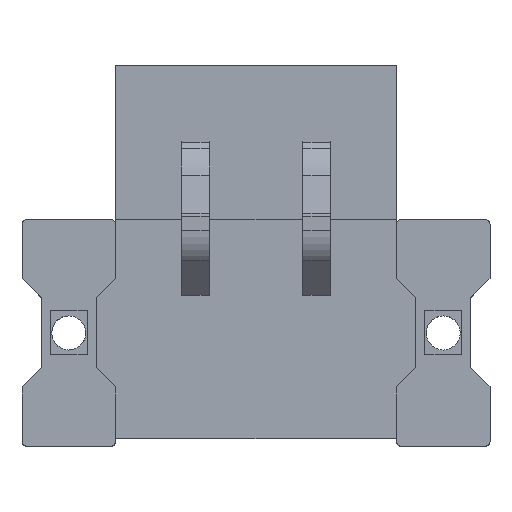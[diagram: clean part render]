
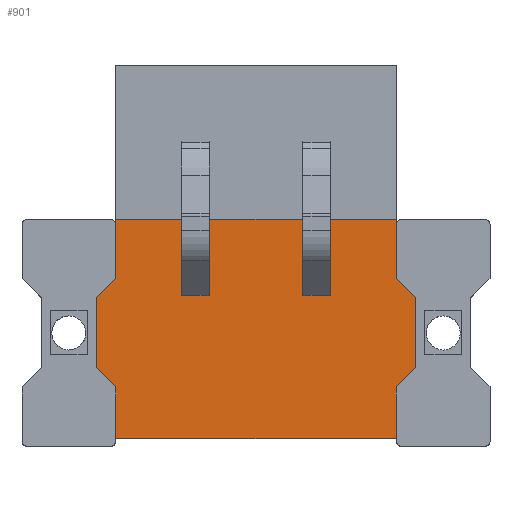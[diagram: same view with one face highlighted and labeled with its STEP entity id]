
A CAD part, top view. The second image highlights one B-rep face of the part: STEP entity #901.
In plain terms, the highlighted planar face has unit normal (0, 0, 1).
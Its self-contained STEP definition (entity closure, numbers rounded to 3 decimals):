
#733=AXIS2_PLACEMENT_3D('Plane Axis2P3D',#730,#731,#732) ;
#49=CARTESIAN_POINT('Vertex',(20.32,0.4,10.95)) ;
#52=CARTESIAN_POINT('Line Origine',(12.7,0.4,10.95)) ;
#56=CARTESIAN_POINT('Vertex',(5.08,0.4,10.95)) ;
#712=CARTESIAN_POINT('Vertex',(20.32,3.21,10.95)) ;
#715=CARTESIAN_POINT('Line Origine',(20.32,1.805,10.95)) ;
#730=CARTESIAN_POINT('Axis2P3D Location',(5.08,0.4,10.95)) ;
#735=CARTESIAN_POINT('Line Origine',(5.08,12.175,10.95)) ;
#739=CARTESIAN_POINT('Vertex',(5.08,12.05,10.95)) ;
#741=CARTESIAN_POINT('Vertex',(5.08,12.3,10.95)) ;
#744=CARTESIAN_POINT('Line Origine',(5.08,10.57,10.95)) ;
#748=CARTESIAN_POINT('Vertex',(5.08,9.09,10.95)) ;
#751=CARTESIAN_POINT('Line Origine',(4.56,8.57,10.95)) ;
#755=CARTESIAN_POINT('Vertex',(4.04,8.05,10.95)) ;
#758=CARTESIAN_POINT('Line Origine',(4.04,6.15,10.95)) ;
#762=CARTESIAN_POINT('Vertex',(4.04,4.25,10.95)) ;
#765=CARTESIAN_POINT('Line Origine',(4.56,3.73,10.95)) ;
#769=CARTESIAN_POINT('Vertex',(5.08,3.21,10.95)) ;
#772=CARTESIAN_POINT('Line Origine',(5.08,1.805,10.95)) ;
#777=CARTESIAN_POINT('Line Origine',(20.84,3.73,10.95)) ;
#781=CARTESIAN_POINT('Vertex',(21.36,4.25,10.95)) ;
#784=CARTESIAN_POINT('Line Origine',(21.36,6.15,10.95)) ;
#788=CARTESIAN_POINT('Vertex',(21.36,8.05,10.95)) ;
#791=CARTESIAN_POINT('Line Origine',(20.84,8.57,10.95)) ;
#795=CARTESIAN_POINT('Vertex',(20.32,9.09,10.95)) ;
#798=CARTESIAN_POINT('Line Origine',(20.32,10.57,10.95)) ;
#802=CARTESIAN_POINT('Vertex',(20.32,12.05,10.95)) ;
#805=CARTESIAN_POINT('Line Origine',(20.32,12.175,10.95)) ;
#809=CARTESIAN_POINT('Vertex',(20.32,12.3,10.95)) ;
#812=CARTESIAN_POINT('Line Origine',(12.7,12.3,10.95)) ;
#833=CARTESIAN_POINT('Line Origine',(15.99,12.269,10.95)) ;
#837=CARTESIAN_POINT('Vertex',(16.74,12.269,10.95)) ;
#839=CARTESIAN_POINT('Vertex',(15.24,12.269,10.95)) ;
#842=CARTESIAN_POINT('Line Origine',(16.74,10.234,10.95)) ;
#846=CARTESIAN_POINT('Vertex',(16.74,8.2,10.95)) ;
#849=CARTESIAN_POINT('Line Origine',(15.99,8.2,10.95)) ;
#853=CARTESIAN_POINT('Vertex',(15.24,8.2,10.95)) ;
#856=CARTESIAN_POINT('Line Origine',(15.24,10.234,10.95)) ;
#867=CARTESIAN_POINT('Line Origine',(10.16,10.234,10.95)) ;
#871=CARTESIAN_POINT('Vertex',(10.16,12.269,10.95)) ;
#873=CARTESIAN_POINT('Vertex',(10.16,8.2,10.95)) ;
#876=CARTESIAN_POINT('Line Origine',(9.41,8.2,10.95)) ;
#880=CARTESIAN_POINT('Vertex',(8.66,8.2,10.95)) ;
#883=CARTESIAN_POINT('Line Origine',(8.66,10.234,10.95)) ;
#887=CARTESIAN_POINT('Vertex',(8.66,12.269,10.95)) ;
#890=CARTESIAN_POINT('Line Origine',(9.41,12.269,10.95)) ;
#53=DIRECTION('Vector Direction',(1.,0.,0.)) ;
#716=DIRECTION('Vector Direction',(0.,1.,0.)) ;
#731=DIRECTION('Axis2P3D Direction',(0.,0.,1.)) ;
#732=DIRECTION('Axis2P3D XDirection',(1.,0.,0.)) ;
#736=DIRECTION('Vector Direction',(0.,1.,0.)) ;
#745=DIRECTION('Vector Direction',(0.,1.,0.)) ;
#752=DIRECTION('Vector Direction',(-0.707,-0.707,0.)) ;
#759=DIRECTION('Vector Direction',(0.,-1.,0.)) ;
#766=DIRECTION('Vector Direction',(0.707,-0.707,0.)) ;
#773=DIRECTION('Vector Direction',(0.,1.,0.)) ;
#778=DIRECTION('Vector Direction',(-0.707,-0.707,0.)) ;
#785=DIRECTION('Vector Direction',(0.,-1.,0.)) ;
#792=DIRECTION('Vector Direction',(0.707,-0.707,0.)) ;
#799=DIRECTION('Vector Direction',(0.,1.,0.)) ;
#806=DIRECTION('Vector Direction',(0.,1.,0.)) ;
#813=DIRECTION('Vector Direction',(1.,0.,0.)) ;
#834=DIRECTION('Vector Direction',(1.,0.,0.)) ;
#843=DIRECTION('Vector Direction',(0.,1.,0.)) ;
#850=DIRECTION('Vector Direction',(1.,0.,0.)) ;
#857=DIRECTION('Vector Direction',(0.,1.,0.)) ;
#868=DIRECTION('Vector Direction',(0.,1.,0.)) ;
#877=DIRECTION('Vector Direction',(1.,0.,0.)) ;
#884=DIRECTION('Vector Direction',(0.,1.,0.)) ;
#891=DIRECTION('Vector Direction',(1.,0.,0.)) ;
#54=VECTOR('Line Direction',#53,1.) ;
#717=VECTOR('Line Direction',#716,1.) ;
#737=VECTOR('Line Direction',#736,1.) ;
#746=VECTOR('Line Direction',#745,1.) ;
#753=VECTOR('Line Direction',#752,1.) ;
#760=VECTOR('Line Direction',#759,1.) ;
#767=VECTOR('Line Direction',#766,1.) ;
#774=VECTOR('Line Direction',#773,1.) ;
#779=VECTOR('Line Direction',#778,1.) ;
#786=VECTOR('Line Direction',#785,1.) ;
#793=VECTOR('Line Direction',#792,1.) ;
#800=VECTOR('Line Direction',#799,1.) ;
#807=VECTOR('Line Direction',#806,1.) ;
#814=VECTOR('Line Direction',#813,1.) ;
#835=VECTOR('Line Direction',#834,1.) ;
#844=VECTOR('Line Direction',#843,1.) ;
#851=VECTOR('Line Direction',#850,1.) ;
#858=VECTOR('Line Direction',#857,1.) ;
#869=VECTOR('Line Direction',#868,1.) ;
#878=VECTOR('Line Direction',#877,1.) ;
#885=VECTOR('Line Direction',#884,1.) ;
#892=VECTOR('Line Direction',#891,1.) ;
#818=ORIENTED_EDGE('',*,*,#743,.F.) ;
#819=ORIENTED_EDGE('',*,*,#750,.F.) ;
#820=ORIENTED_EDGE('',*,*,#757,.T.) ;
#821=ORIENTED_EDGE('',*,*,#764,.T.) ;
#822=ORIENTED_EDGE('',*,*,#771,.T.) ;
#823=ORIENTED_EDGE('',*,*,#776,.F.) ;
#824=ORIENTED_EDGE('',*,*,#58,.F.) ;
#825=ORIENTED_EDGE('',*,*,#719,.T.) ;
#826=ORIENTED_EDGE('',*,*,#783,.F.) ;
#827=ORIENTED_EDGE('',*,*,#790,.F.) ;
#828=ORIENTED_EDGE('',*,*,#797,.F.) ;
#829=ORIENTED_EDGE('',*,*,#804,.T.) ;
#830=ORIENTED_EDGE('',*,*,#811,.T.) ;
#831=ORIENTED_EDGE('',*,*,#816,.F.) ;
#862=ORIENTED_EDGE('',*,*,#841,.F.) ;
#863=ORIENTED_EDGE('',*,*,#848,.T.) ;
#864=ORIENTED_EDGE('',*,*,#855,.T.) ;
#865=ORIENTED_EDGE('',*,*,#860,.F.) ;
#896=ORIENTED_EDGE('',*,*,#875,.T.) ;
#897=ORIENTED_EDGE('',*,*,#882,.F.) ;
#898=ORIENTED_EDGE('',*,*,#889,.F.) ;
#899=ORIENTED_EDGE('',*,*,#894,.T.) ;
#866=FACE_BOUND('',#861,.T.) ;
#900=FACE_BOUND('',#895,.T.) ;
#901=ADVANCED_FACE('BLL5.08/03/90FI 3.2SN OR 1843760000',(#832,#866,#900),#734,.T.) ;
#58=EDGE_CURVE('',#50,#57,#55,.F.) ;
#719=EDGE_CURVE('',#50,#713,#718,.T.) ;
#743=EDGE_CURVE('',#740,#742,#738,.T.) ;
#750=EDGE_CURVE('',#749,#740,#747,.T.) ;
#757=EDGE_CURVE('',#749,#756,#754,.T.) ;
#764=EDGE_CURVE('',#756,#763,#761,.T.) ;
#771=EDGE_CURVE('',#763,#770,#768,.T.) ;
#776=EDGE_CURVE('',#57,#770,#775,.T.) ;
#783=EDGE_CURVE('',#782,#713,#780,.T.) ;
#790=EDGE_CURVE('',#789,#782,#787,.T.) ;
#797=EDGE_CURVE('',#796,#789,#794,.T.) ;
#804=EDGE_CURVE('',#796,#803,#801,.T.) ;
#811=EDGE_CURVE('',#803,#810,#808,.T.) ;
#816=EDGE_CURVE('',#742,#810,#815,.T.) ;
#841=EDGE_CURVE('',#838,#840,#836,.F.) ;
#848=EDGE_CURVE('',#838,#847,#845,.F.) ;
#855=EDGE_CURVE('',#847,#854,#852,.F.) ;
#860=EDGE_CURVE('',#840,#854,#859,.F.) ;
#875=EDGE_CURVE('',#872,#874,#870,.F.) ;
#882=EDGE_CURVE('',#881,#874,#879,.T.) ;
#889=EDGE_CURVE('',#888,#881,#886,.F.) ;
#894=EDGE_CURVE('',#888,#872,#893,.T.) ;
#817=EDGE_LOOP('',(#818,#819,#820,#821,#822,#823,#824,#825,#826,#827,#828,#829,#830,#831)) ;
#861=EDGE_LOOP('',(#862,#863,#864,#865)) ;
#895=EDGE_LOOP('',(#896,#897,#898,#899)) ;
#832=FACE_OUTER_BOUND('',#817,.T.) ;
#55=LINE('Line',#52,#54) ;
#718=LINE('Line',#715,#717) ;
#738=LINE('Line',#735,#737) ;
#747=LINE('Line',#744,#746) ;
#754=LINE('Line',#751,#753) ;
#761=LINE('Line',#758,#760) ;
#768=LINE('Line',#765,#767) ;
#775=LINE('Line',#772,#774) ;
#780=LINE('Line',#777,#779) ;
#787=LINE('Line',#784,#786) ;
#794=LINE('Line',#791,#793) ;
#801=LINE('Line',#798,#800) ;
#808=LINE('Line',#805,#807) ;
#815=LINE('Line',#812,#814) ;
#836=LINE('Line',#833,#835) ;
#845=LINE('Line',#842,#844) ;
#852=LINE('Line',#849,#851) ;
#859=LINE('Line',#856,#858) ;
#870=LINE('Line',#867,#869) ;
#879=LINE('Line',#876,#878) ;
#886=LINE('Line',#883,#885) ;
#893=LINE('Line',#890,#892) ;
#734=PLANE('',#733) ;
#50=VERTEX_POINT('',#49) ;
#57=VERTEX_POINT('',#56) ;
#713=VERTEX_POINT('',#712) ;
#740=VERTEX_POINT('',#739) ;
#742=VERTEX_POINT('',#741) ;
#749=VERTEX_POINT('',#748) ;
#756=VERTEX_POINT('',#755) ;
#763=VERTEX_POINT('',#762) ;
#770=VERTEX_POINT('',#769) ;
#782=VERTEX_POINT('',#781) ;
#789=VERTEX_POINT('',#788) ;
#796=VERTEX_POINT('',#795) ;
#803=VERTEX_POINT('',#802) ;
#810=VERTEX_POINT('',#809) ;
#838=VERTEX_POINT('',#837) ;
#840=VERTEX_POINT('',#839) ;
#847=VERTEX_POINT('',#846) ;
#854=VERTEX_POINT('',#853) ;
#872=VERTEX_POINT('',#871) ;
#874=VERTEX_POINT('',#873) ;
#881=VERTEX_POINT('',#880) ;
#888=VERTEX_POINT('',#887) ;
